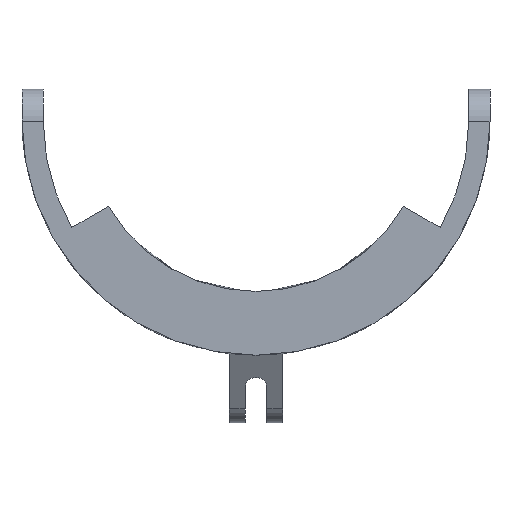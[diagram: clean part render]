
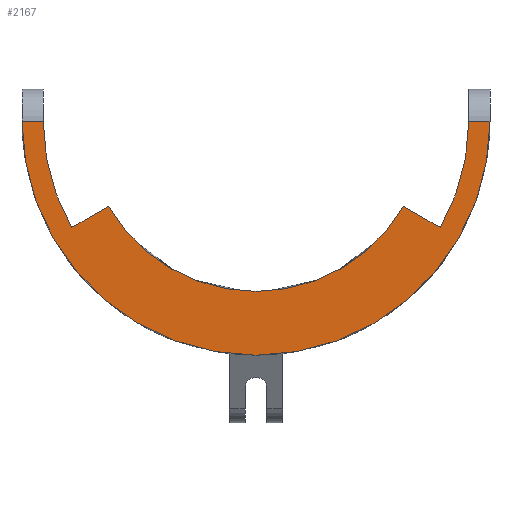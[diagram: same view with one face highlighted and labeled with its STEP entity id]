
A CAD part, front view. The second image highlights one B-rep face of the part: STEP entity #2167.
In plain terms, the highlighted planar face has unit normal (0, -1, 0).
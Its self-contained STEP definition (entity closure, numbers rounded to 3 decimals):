
#7 = CIRCLE ( 'NONE', #89, 20. ) ;
#16 = VERTEX_POINT ( 'NONE', #1420 ) ;
#82 = CIRCLE ( 'NONE', #2161, 20. ) ;
#83 = VECTOR ( 'NONE', #2591, 1000. ) ;
#89 = AXIS2_PLACEMENT_3D ( 'NONE', #2058, #1826, #594 ) ;
#109 = VERTEX_POINT ( 'NONE', #1214 ) ;
#282 = ORIENTED_EDGE ( 'NONE', *, *, #1320, .T. ) ;
#321 = DIRECTION ( 'NONE',  ( 0., 1., 0. ) ) ;
#342 = LINE ( 'NONE', #2247, #2043 ) ;
#355 = PLANE ( 'NONE',  #2298 ) ;
#373 = DIRECTION ( 'NONE',  ( 1., 0., 0. ) ) ;
#383 = CARTESIAN_POINT ( 'NONE',  ( 0., 0., 0. ) ) ;
#531 = VERTEX_POINT ( 'NONE', #1940 ) ;
#534 = DIRECTION ( 'NONE',  ( 0., 0., 1. ) ) ;
#592 = CIRCLE ( 'NONE', #2472, 16. ) ;
#594 = DIRECTION ( 'NONE',  ( 0., 0., 1. ) ) ;
#619 = VERTEX_POINT ( 'NONE', #2257 ) ;
#636 = DIRECTION ( 'NONE',  ( -0.866, 0., 0.5 ) ) ;
#651 = ORIENTED_EDGE ( 'NONE', *, *, #1074, .F. ) ;
#770 = EDGE_CURVE ( 'NONE', #2217, #16, #82, .T. ) ;
#879 = EDGE_CURVE ( 'NONE', #2608, #109, #1855, .T. ) ;
#920 = VERTEX_POINT ( 'NONE', #2315 ) ;
#927 = DIRECTION ( 'NONE',  ( 0., 1., 0. ) ) ;
#993 = DIRECTION ( 'NONE',  ( 0., 0., 1. ) ) ;
#1074 = EDGE_CURVE ( 'NONE', #2237, #16, #1328, .T. ) ;
#1106 = CARTESIAN_POINT ( 'NONE',  ( -16., 0., 0. ) ) ;
#1126 = EDGE_CURVE ( 'NONE', #531, #1878, #1589, .T. ) ;
#1140 = ORIENTED_EDGE ( 'NONE', *, *, #1126, .F. ) ;
#1144 = CARTESIAN_POINT ( 'NONE',  ( 0., 0., -16. ) ) ;
#1159 = AXIS2_PLACEMENT_3D ( 'NONE', #2581, #1934, #2344 ) ;
#1168 = CARTESIAN_POINT ( 'NONE',  ( -22., 0., 0. ) ) ;
#1197 = AXIS2_PLACEMENT_3D ( 'NONE', #1415, #321, #534 ) ;
#1204 = CARTESIAN_POINT ( 'NONE',  ( 0., 0., 0. ) ) ;
#1214 = CARTESIAN_POINT ( 'NONE',  ( 0., 0., -22. ) ) ;
#1320 = EDGE_CURVE ( 'NONE', #1943, #920, #1835, .T. ) ;
#1328 = LINE ( 'NONE', #1106, #83 ) ;
#1399 = ORIENTED_EDGE ( 'NONE', *, *, #2151, .T. ) ;
#1408 = EDGE_LOOP ( 'NONE', ( #2552, #282, #1579, #1140, #1399, #2102, #651, #1881, #1963, #2732 ) ) ;
#1415 = CARTESIAN_POINT ( 'NONE',  ( 0., 0., 0. ) ) ;
#1420 = CARTESIAN_POINT ( 'NONE',  ( -20., 0., 0. ) ) ;
#1524 = DIRECTION ( 'NONE',  ( 0., 0., -1. ) ) ;
#1579 = ORIENTED_EDGE ( 'NONE', *, *, #2345, .F. ) ;
#1589 = CIRCLE ( 'NONE', #1159, 16. ) ;
#1645 = CARTESIAN_POINT ( 'NONE',  ( -17.321, 0., -10. ) ) ;
#1734 = EDGE_CURVE ( 'NONE', #619, #2608, #342, .T. ) ;
#1759 = CARTESIAN_POINT ( 'NONE',  ( 0., 0., 0. ) ) ;
#1761 = EDGE_CURVE ( 'NONE', #619, #1943, #7, .T. ) ;
#1816 = CARTESIAN_POINT ( 'NONE',  ( 22., 0., 0. ) ) ;
#1818 = DIRECTION ( 'NONE',  ( -0.866, 0., -0.5 ) ) ;
#1824 = EDGE_CURVE ( 'NONE', #109, #2237, #1949, .T. ) ;
#1826 = DIRECTION ( 'NONE',  ( 0., 1., 0. ) ) ;
#1835 = LINE ( 'NONE', #2675, #2557 ) ;
#1855 = CIRCLE ( 'NONE', #1197, 22. ) ;
#1878 = VERTEX_POINT ( 'NONE', #1144 ) ;
#1881 = ORIENTED_EDGE ( 'NONE', *, *, #1824, .F. ) ;
#1934 = DIRECTION ( 'NONE',  ( 0., -1., 0. ) ) ;
#1940 = CARTESIAN_POINT ( 'NONE',  ( -13.856, 0., -8. ) ) ;
#1943 = VERTEX_POINT ( 'NONE', #2036 ) ;
#1949 = CIRCLE ( 'NONE', #2651, 22. ) ;
#1963 = ORIENTED_EDGE ( 'NONE', *, *, #879, .F. ) ;
#2036 = CARTESIAN_POINT ( 'NONE',  ( 17.321, 0., -10. ) ) ;
#2043 = VECTOR ( 'NONE', #373, 1000. ) ;
#2049 = DIRECTION ( 'NONE',  ( 0., 0., 1. ) ) ;
#2058 = CARTESIAN_POINT ( 'NONE',  ( 0., 0., 0. ) ) ;
#2079 = LINE ( 'NONE', #1645, #2654 ) ;
#2102 = ORIENTED_EDGE ( 'NONE', *, *, #770, .T. ) ;
#2151 = EDGE_CURVE ( 'NONE', #531, #2217, #2079, .T. ) ;
#2161 = AXIS2_PLACEMENT_3D ( 'NONE', #2596, #2346, #1524 ) ;
#2167 = ADVANCED_FACE ( 'NONE', ( #2261 ), #355, .F. ) ;
#2217 = VERTEX_POINT ( 'NONE', #2284 ) ;
#2237 = VERTEX_POINT ( 'NONE', #1168 ) ;
#2247 = CARTESIAN_POINT ( 'NONE',  ( 22., 0., 0. ) ) ;
#2257 = CARTESIAN_POINT ( 'NONE',  ( 20., 0., 0. ) ) ;
#2261 = FACE_OUTER_BOUND ( 'NONE', #1408, .T. ) ;
#2284 = CARTESIAN_POINT ( 'NONE',  ( -17.321, 0., -10. ) ) ;
#2298 = AXIS2_PLACEMENT_3D ( 'NONE', #1204, #2479, #2049 ) ;
#2315 = CARTESIAN_POINT ( 'NONE',  ( 13.856, 0., -8. ) ) ;
#2344 = DIRECTION ( 'NONE',  ( 0., 0., 1. ) ) ;
#2345 = EDGE_CURVE ( 'NONE', #1878, #920, #592, .T. ) ;
#2346 = DIRECTION ( 'NONE',  ( 0., 1., 0. ) ) ;
#2382 = DIRECTION ( 'NONE',  ( 0., 0., 1. ) ) ;
#2441 = DIRECTION ( 'NONE',  ( 0., -1., 0. ) ) ;
#2472 = AXIS2_PLACEMENT_3D ( 'NONE', #383, #2441, #993 ) ;
#2479 = DIRECTION ( 'NONE',  ( 0., 1., 0. ) ) ;
#2552 = ORIENTED_EDGE ( 'NONE', *, *, #1761, .T. ) ;
#2557 = VECTOR ( 'NONE', #636, 1000. ) ;
#2581 = CARTESIAN_POINT ( 'NONE',  ( 0., 0., 0. ) ) ;
#2591 = DIRECTION ( 'NONE',  ( 1., 0., 0. ) ) ;
#2596 = CARTESIAN_POINT ( 'NONE',  ( 0., 0., 0. ) ) ;
#2608 = VERTEX_POINT ( 'NONE', #1816 ) ;
#2651 = AXIS2_PLACEMENT_3D ( 'NONE', #1759, #927, #2382 ) ;
#2654 = VECTOR ( 'NONE', #1818, 1000. ) ;
#2675 = CARTESIAN_POINT ( 'NONE',  ( 17.321, 0., -10. ) ) ;
#2732 = ORIENTED_EDGE ( 'NONE', *, *, #1734, .F. ) ;
